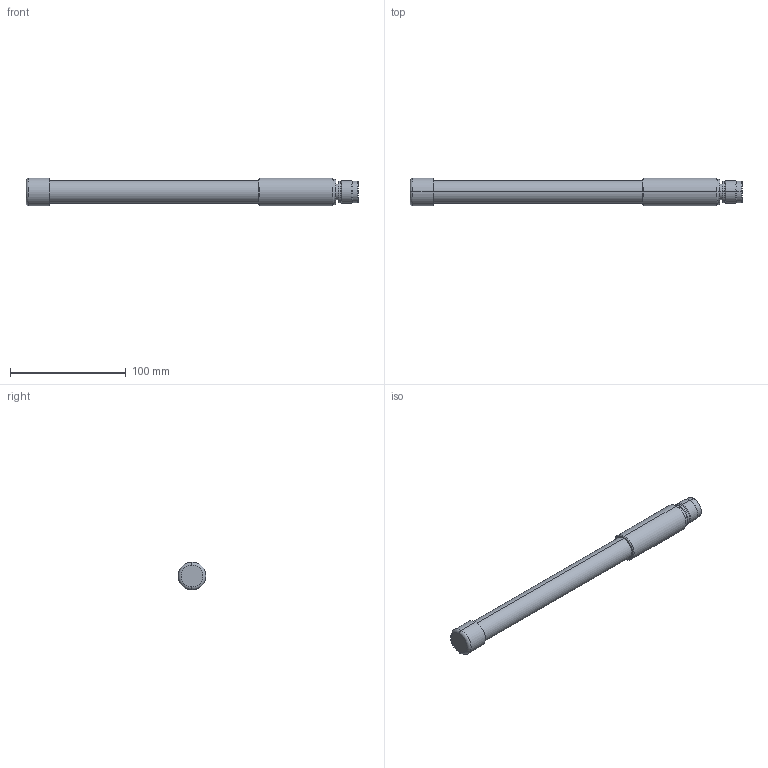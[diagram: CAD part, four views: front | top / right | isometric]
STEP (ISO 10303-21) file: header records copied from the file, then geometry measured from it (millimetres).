
FILE_DESCRIPTION (( 'STEP AP214' ), '1' );
FILE_NAME ('HG5158-06UP-NM_3D.STEP', '2020-07-09T14:50:49', ( '' ), ( '' ), 'SwSTEP 2.0', 'SolidWorks 2018', '' );
FILE_SCHEMA (( 'AUTOMOTIVE_DESIGN' ));
Length unit declared in the file: millimetre
Products named in the file (1): HG5158-06UP-NM_3D
Bounding box: 287 x 24 x 24 mm (x, y, z)
Volume: 99444.7 mm3; surface area: 20165.2 mm2
Topology: 1 solids, 1 shells, 37 faces, 72 edges, 42 vertices
Faces by surface type: cylinder 16, cone 8, plane 7, torus 6
Entity records: 984 total; most frequent: DIRECTION 196, CARTESIAN_POINT 152, ORIENTED_EDGE 144, AXIS2_PLACEMENT_3D 86, EDGE_CURVE 72, CIRCLE 48, EDGE_LOOP 42, VERTEX_POINT 42
